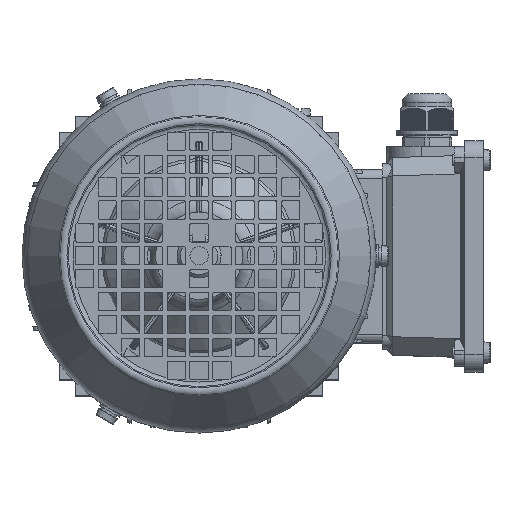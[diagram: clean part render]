
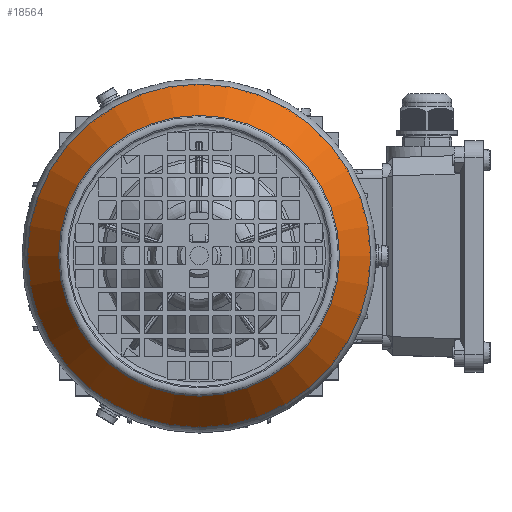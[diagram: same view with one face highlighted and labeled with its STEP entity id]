
A CAD part, top view. The second image highlights one B-rep face of the part: STEP entity #18564.
In plain terms, the highlighted conical face has half-angle 35 degrees and reference radius 74.985 mm.
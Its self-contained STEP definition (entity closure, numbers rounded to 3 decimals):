
#13517=FACE_BOUND('',#26071,.T.);
#13518=FACE_BOUND('',#26072,.T.);
#18564=ADVANCED_FACE('',(#13517,#13518),#20455,.T.);
#20455=CONICAL_SURFACE('',#72175,74.985,35.);
#26071=EDGE_LOOP('',(#41232));
#26072=EDGE_LOOP('',(#41233));
#29268=CIRCLE('',#72172,74.985);
#29269=CIRCLE('',#72174,61.294);
#41232=ORIENTED_EDGE('',*,*,#63021,.T.);
#41233=ORIENTED_EDGE('',*,*,#63020,.F.);
#54626=VERTEX_POINT('',#119500);
#54627=VERTEX_POINT('',#119503);
#63020=EDGE_CURVE('',#54626,#54626,#29268,.T.);
#63021=EDGE_CURVE('',#54627,#54627,#29269,.T.);
#72172=AXIS2_PLACEMENT_3D('',#119499,#84429,#84430);
#72174=AXIS2_PLACEMENT_3D('',#119502,#84433,#84434);
#72175=AXIS2_PLACEMENT_3D('',#119504,#84435,#84436);
#84429=DIRECTION('',(0.,0.,-1.));
#84430=DIRECTION('',(0.,-1.,0.));
#84433=DIRECTION('',(0.,0.,-1.));
#84434=DIRECTION('',(0.,-1.,0.));
#84435=DIRECTION('',(0.,0.,-1.));
#84436=DIRECTION('',(0.,-1.,0.));
#119499=CARTESIAN_POINT('',(0.,0.,199.253));
#119500=CARTESIAN_POINT('',(0.,-74.985,199.253));
#119502=CARTESIAN_POINT('',(0.,0.,218.806));
#119503=CARTESIAN_POINT('',(0.,-61.294,218.806));
#119504=CARTESIAN_POINT('',(0.,0.,199.253));
